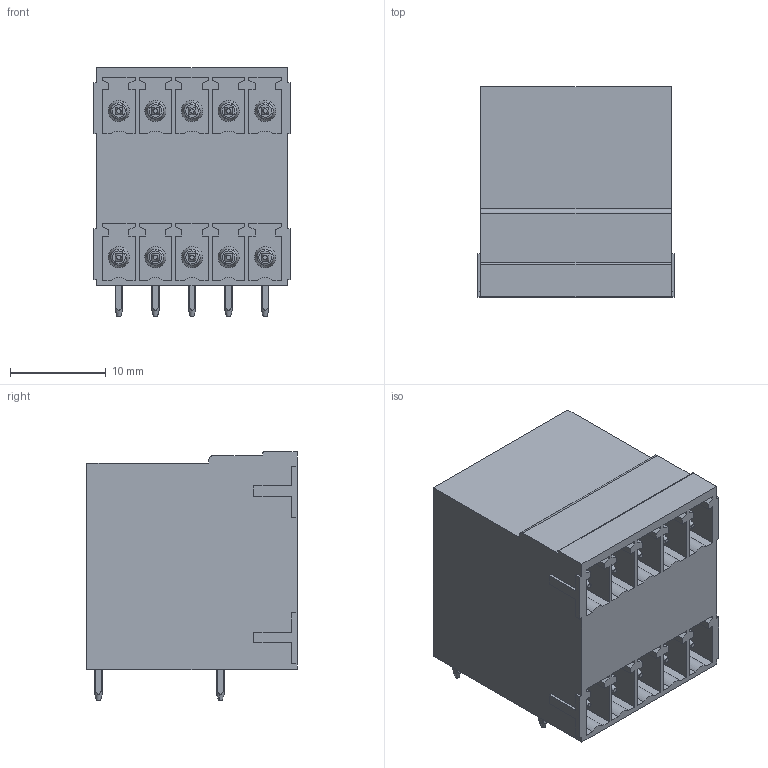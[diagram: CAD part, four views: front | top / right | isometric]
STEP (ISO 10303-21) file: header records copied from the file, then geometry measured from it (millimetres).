
FILE_DESCRIPTION(('CATIA V5 STEP Exchange','CAx-IF Rec.Pracs.--- Model Styling and Organization---1.2---2011-12-15'),'2;1');
FILE_NAME ('D1460820_0_1973760000_1973760000.stp','2018-10-05T05:25:03+00:00',('none'),('Weidmueller'),'CATIA Version 5-6 Release 2014','CATIA V5 STEP AP214','none');
FILE_SCHEMA(('AUTOMOTIVE_DESIGN { 1 0 10303 214 1 1 1 1 }'));
Length unit declared in the file: millimetre
Products named in the file (1): 1973760000
Bounding box: 20.44 x 21.9 x 25.9 mm (x, y, z)
Volume: 8355.9 mm3; surface area: 5550.2 mm2
Topology: 11 solids, 11 shells, 684 faces, 1876 edges, 1234 vertices
Faces by surface type: plane 452, cylinder 152, cone 60, torus 20
Entity records: 20879 total; most frequent: CARTESIAN_POINT 5631, ORIENTED_EDGE 3752, DIRECTION 2156, EDGE_CURVE 1876, VECTOR 1332, LINE 1332, VERTEX_POINT 1234, EDGE_LOOP 724
